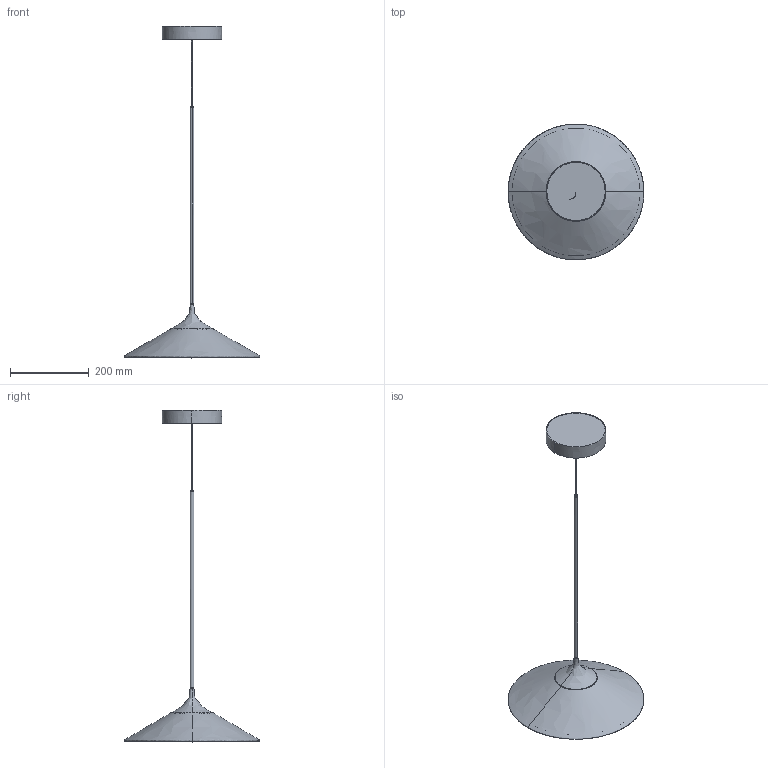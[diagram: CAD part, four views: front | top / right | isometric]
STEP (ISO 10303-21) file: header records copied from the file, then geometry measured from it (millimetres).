
FILE_DESCRIPTION(/* description */ (''),/* implementation_level */ '2;1');
FILE_NAME(/* name */ 'Orsa 35',/* time_stamp */ '2017-04-14T11:22:27+02:00',/* author */ (''),/* organization */ (''),/* preprocessor_version */ 'ST-DEVELOPER v10',/* originating_system */ '',/* authorisation */ '');
FILE_SCHEMA (('AUTOMOTIVE_DESIGN'));
Length unit declared in the file: millimetre
Products named in the file (1): 1
Bounding box: 344.61 x 344.62 x 843.08 mm (x, y, z)
Volume: 1500799.3 mm3; surface area: 568674.5 mm2
Topology: 6 solids, 7 shells, 69 faces, 146 edges, 81 vertices
Faces by surface type: bspline 56, plane 13
Entity records: 3954 total; most frequent: CARTESIAN_POINT 3093, ORIENTED_EDGE 266, EDGE_CURVE 134, VERTEX_POINT 81, EDGE_LOOP 72, ADVANCED_FACE 69, FACE_OUTER_BOUND 69, B_SPLINE_CURVE_WITH_KNOTS 28
